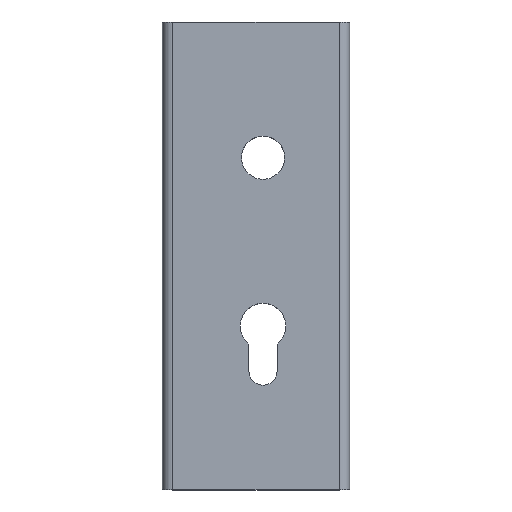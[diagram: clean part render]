
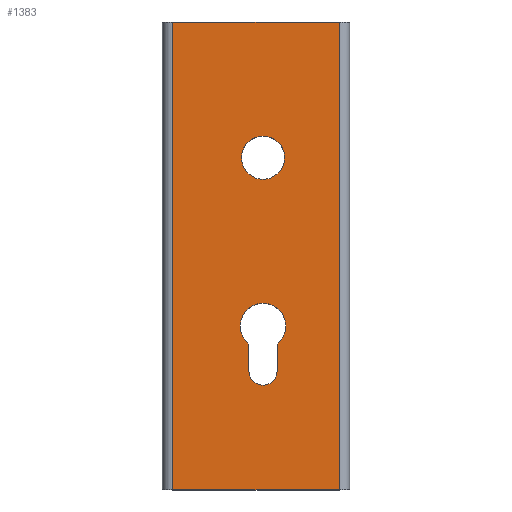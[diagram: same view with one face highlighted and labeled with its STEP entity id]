
A CAD part, top view. The second image highlights one B-rep face of the part: STEP entity #1383.
In plain terms, the highlighted planar face has unit normal (0, 0, 1).
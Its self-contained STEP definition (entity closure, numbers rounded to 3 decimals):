
#18 = VERTEX_POINT ( 'NONE', #1193 ) ;
#20 = EDGE_CURVE ( 'NONE', #18, #1457, #1291, .T. ) ;
#47 = AXIS2_PLACEMENT_3D ( 'NONE', #924, #563, #1490 ) ;
#50 = AXIS2_PLACEMENT_3D ( 'NONE', #278, #1434, #973 ) ;
#59 = ORIENTED_EDGE ( 'NONE', *, *, #345, .F. ) ;
#64 = CARTESIAN_POINT ( 'NONE',  ( 3., 142., 20. ) ) ;
#100 = CARTESIAN_POINT ( 'NONE',  ( -3., 50.75, 20. ) ) ;
#111 = CARTESIAN_POINT ( 'NONE',  ( 12.75, 70., 20. ) ) ;
#140 = EDGE_LOOP ( 'NONE', ( #1296, #957, #861, #708 ) ) ;
#142 = EDGE_CURVE ( 'NONE', #863, #844, #483, .T. ) ;
#174 = DIRECTION ( 'NONE',  ( 0., 0., 1. ) ) ;
#184 = ORIENTED_EDGE ( 'NONE', *, *, #1231, .F. ) ;
#228 = ORIENTED_EDGE ( 'NONE', *, *, #142, .F. ) ;
#249 = CIRCLE ( 'NONE', #47, 9.75 ) ;
#256 = CARTESIAN_POINT ( 'NONE',  ( -3., 62.315, 20. ) ) ;
#267 = CIRCLE ( 'NONE', #426, 6. ) ;
#278 = CARTESIAN_POINT ( 'NONE',  ( 3., 142., 20. ) ) ;
#287 = AXIS2_PLACEMENT_3D ( 'NONE', #322, #888, #549 ) ;
#322 = CARTESIAN_POINT ( 'NONE',  ( 35.5, 200., 20. ) ) ;
#328 = LINE ( 'NONE', #1052, #839 ) ;
#341 = DIRECTION ( 'NONE',  ( 1., 0., 0. ) ) ;
#345 = EDGE_CURVE ( 'NONE', #713, #891, #267, .T. ) ;
#346 = DIRECTION ( 'NONE',  ( 1., 0., 0. ) ) ;
#353 = VECTOR ( 'NONE', #778, 1000. ) ;
#359 = ORIENTED_EDGE ( 'NONE', *, *, #732, .F. ) ;
#362 = AXIS2_PLACEMENT_3D ( 'NONE', #64, #174, #762 ) ;
#426 = AXIS2_PLACEMENT_3D ( 'NONE', #499, #1190, #1308 ) ;
#462 = DIRECTION ( 'NONE',  ( 1., 0., 0. ) ) ;
#475 = VECTOR ( 'NONE', #1491, 1000. ) ;
#483 = CIRCLE ( 'NONE', #842, 9.75 ) ;
#487 = EDGE_CURVE ( 'NONE', #1204, #1457, #969, .T. ) ;
#499 = CARTESIAN_POINT ( 'NONE',  ( 3., 50.75, 20. ) ) ;
#506 = VERTEX_POINT ( 'NONE', #111 ) ;
#537 = EDGE_CURVE ( 'NONE', #1441, #506, #249, .T. ) ;
#549 = DIRECTION ( 'NONE',  ( -1., 0., 0. ) ) ;
#563 = DIRECTION ( 'NONE',  ( 0., 0., 1. ) ) ;
#577 = CARTESIAN_POINT ( 'NONE',  ( 3., 70., 20. ) ) ;
#591 = EDGE_CURVE ( 'NONE', #1357, #1204, #1243, .T. ) ;
#659 = CARTESIAN_POINT ( 'NONE',  ( 9., 62.315, 20. ) ) ;
#667 = CARTESIAN_POINT ( 'NONE',  ( 35.5, 0., 20. ) ) ;
#685 = CARTESIAN_POINT ( 'NONE',  ( -3., 50.75, 20. ) ) ;
#708 = ORIENTED_EDGE ( 'NONE', *, *, #591, .T. ) ;
#713 = VERTEX_POINT ( 'NONE', #685 ) ;
#732 = EDGE_CURVE ( 'NONE', #844, #713, #1097, .T. ) ;
#734 = ORIENTED_EDGE ( 'NONE', *, *, #1493, .F. ) ;
#756 = ORIENTED_EDGE ( 'NONE', *, *, #537, .F. ) ;
#762 = DIRECTION ( 'NONE',  ( 1., 0., 0. ) ) ;
#767 = CARTESIAN_POINT ( 'NONE',  ( 35.5, 200., 20. ) ) ;
#778 = DIRECTION ( 'NONE',  ( 0., -1., 0. ) ) ;
#791 = PLANE ( 'NONE',  #287 ) ;
#797 = FACE_OUTER_BOUND ( 'NONE', #140, .T. ) ;
#825 = CARTESIAN_POINT ( 'NONE',  ( 3., 70., 20. ) ) ;
#832 = EDGE_CURVE ( 'NONE', #891, #1441, #328, .T. ) ;
#839 = VECTOR ( 'NONE', #1288, 1000. ) ;
#842 = AXIS2_PLACEMENT_3D ( 'NONE', #577, #905, #346 ) ;
#844 = VERTEX_POINT ( 'NONE', #256 ) ;
#854 = FACE_BOUND ( 'NONE', #1130, .T. ) ;
#861 = ORIENTED_EDGE ( 'NONE', *, *, #1418, .F. ) ;
#863 = VERTEX_POINT ( 'NONE', #1213 ) ;
#884 = EDGE_LOOP ( 'NONE', ( #1163, #184 ) ) ;
#888 = DIRECTION ( 'NONE',  ( 0., 0., -1. ) ) ;
#891 = VERTEX_POINT ( 'NONE', #1483 ) ;
#893 = CARTESIAN_POINT ( 'NONE',  ( 35.5, 0., 20. ) ) ;
#894 = CARTESIAN_POINT ( 'NONE',  ( 12.25, 142., 20. ) ) ;
#898 = CARTESIAN_POINT ( 'NONE',  ( 35.5, 200., 20. ) ) ;
#905 = DIRECTION ( 'NONE',  ( 0., 0., 1. ) ) ;
#924 = CARTESIAN_POINT ( 'NONE',  ( 3., 70., 20. ) ) ;
#934 = DIRECTION ( 'NONE',  ( 0., -1., 0. ) ) ;
#957 = ORIENTED_EDGE ( 'NONE', *, *, #20, .F. ) ;
#969 = LINE ( 'NONE', #893, #1408 ) ;
#973 = DIRECTION ( 'NONE',  ( 1., 0., 0. ) ) ;
#982 = VECTOR ( 'NONE', #1253, 1000. ) ;
#1009 = CIRCLE ( 'NONE', #50, 9.25 ) ;
#1049 = DIRECTION ( 'NONE',  ( 0., 0., 1. ) ) ;
#1052 = CARTESIAN_POINT ( 'NONE',  ( 9., 50.75, 20. ) ) ;
#1063 = VECTOR ( 'NONE', #934, 1000. ) ;
#1081 = LINE ( 'NONE', #898, #475 ) ;
#1083 = CARTESIAN_POINT ( 'NONE',  ( -35.5, 0., 20. ) ) ;
#1091 = CARTESIAN_POINT ( 'NONE',  ( -35.5, 200., 20. ) ) ;
#1095 = FACE_BOUND ( 'NONE', #884, .T. ) ;
#1097 = LINE ( 'NONE', #100, #1063 ) ;
#1130 = EDGE_LOOP ( 'NONE', ( #1330, #59, #359, #228, #734, #756 ) ) ;
#1140 = AXIS2_PLACEMENT_3D ( 'NONE', #825, #1049, #341 ) ;
#1163 = ORIENTED_EDGE ( 'NONE', *, *, #1261, .F. ) ;
#1190 = DIRECTION ( 'NONE',  ( 0., 0., 1. ) ) ;
#1193 = CARTESIAN_POINT ( 'NONE',  ( 35.5, 200., 20. ) ) ;
#1204 = VERTEX_POINT ( 'NONE', #1083 ) ;
#1213 = CARTESIAN_POINT ( 'NONE',  ( -6.75, 70., 20. ) ) ;
#1231 = EDGE_CURVE ( 'NONE', #1463, #1478, #1009, .T. ) ;
#1243 = LINE ( 'NONE', #1400, #982 ) ;
#1253 = DIRECTION ( 'NONE',  ( 0., -1., 0. ) ) ;
#1261 = EDGE_CURVE ( 'NONE', #1478, #1463, #1266, .T. ) ;
#1266 = CIRCLE ( 'NONE', #362, 9.25 ) ;
#1288 = DIRECTION ( 'NONE',  ( 0., 1., 0. ) ) ;
#1291 = LINE ( 'NONE', #767, #353 ) ;
#1296 = ORIENTED_EDGE ( 'NONE', *, *, #487, .T. ) ;
#1308 = DIRECTION ( 'NONE',  ( 1., 0., 0. ) ) ;
#1330 = ORIENTED_EDGE ( 'NONE', *, *, #832, .F. ) ;
#1357 = VERTEX_POINT ( 'NONE', #1091 ) ;
#1361 = CARTESIAN_POINT ( 'NONE',  ( -6.25, 142., 20. ) ) ;
#1383 = ADVANCED_FACE ( 'NONE', ( #854, #1095, #797 ), #791, .F. ) ;
#1400 = CARTESIAN_POINT ( 'NONE',  ( -35.5, 200., 20. ) ) ;
#1408 = VECTOR ( 'NONE', #462, 1000. ) ;
#1418 = EDGE_CURVE ( 'NONE', #1357, #18, #1081, .T. ) ;
#1434 = DIRECTION ( 'NONE',  ( 0., 0., 1. ) ) ;
#1439 = CIRCLE ( 'NONE', #1140, 9.75 ) ;
#1441 = VERTEX_POINT ( 'NONE', #659 ) ;
#1457 = VERTEX_POINT ( 'NONE', #667 ) ;
#1463 = VERTEX_POINT ( 'NONE', #1361 ) ;
#1478 = VERTEX_POINT ( 'NONE', #894 ) ;
#1483 = CARTESIAN_POINT ( 'NONE',  ( 9., 50.75, 20. ) ) ;
#1490 = DIRECTION ( 'NONE',  ( 1., 0., 0. ) ) ;
#1491 = DIRECTION ( 'NONE',  ( 1., 0., 0. ) ) ;
#1493 = EDGE_CURVE ( 'NONE', #506, #863, #1439, .T. ) ;
